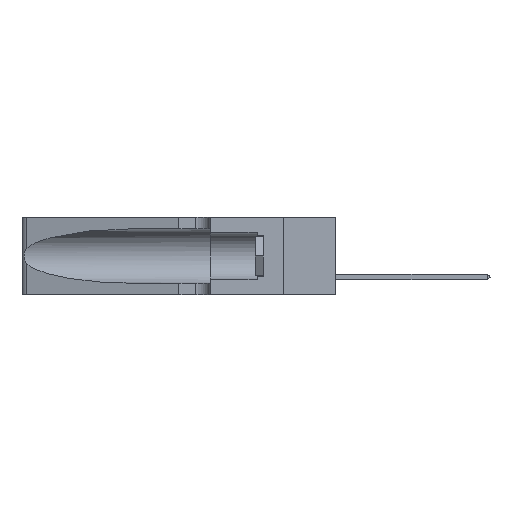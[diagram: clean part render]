
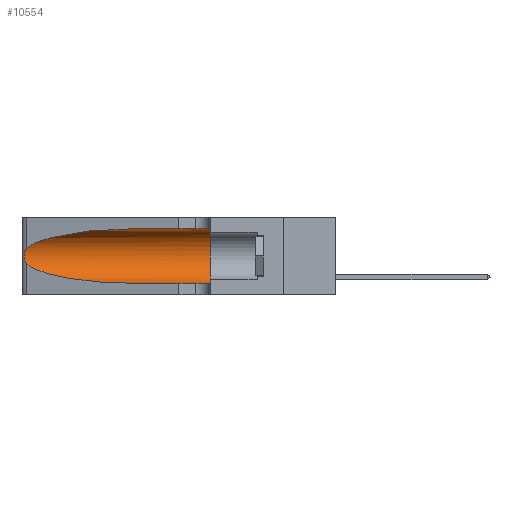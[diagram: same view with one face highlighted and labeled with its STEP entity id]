
A CAD part, left-side view. The second image highlights one B-rep face of the part: STEP entity #10554.
In plain terms, the highlighted cylindrical face has radius 3.308 mm (diameter 6.617 mm), a partial arc.
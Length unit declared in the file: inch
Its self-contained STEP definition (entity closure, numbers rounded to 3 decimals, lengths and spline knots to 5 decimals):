
#91 = CARTESIAN_POINT ( 'NONE',  ( 0.25789, 1.23486, 0.15765 ) ) ;
#1956 = AXIS2_PLACEMENT_3D ( 'NONE', #11033, #24060, #14575 ) ;
#2377 = EDGE_CURVE ( 'NONE', #14800, #35097, #30132, .T. ) ;
#4838 = EDGE_CURVE ( 'NONE', #5152, #5324, #39952, .T. ) ;
#4978 = CARTESIAN_POINT ( 'NONE',  ( 0.1305, 1.61858, 0.31525 ) ) ;
#5152 = VERTEX_POINT ( 'NONE', #15868 ) ;
#5324 = VERTEX_POINT ( 'NONE', #31597 ) ;
#6616 = CARTESIAN_POINT ( 'NONE',  ( 0.25487, 1.22718, 0.14631 ) ) ;
#6949 = ORIENTED_EDGE ( 'NONE', *, *, #18044, .T. ) ;
#6994 = CARTESIAN_POINT ( 'NONE',  ( 0.18966, 0.96281, 0.31525 ) ) ;
#7187 = CARTESIAN_POINT ( 'NONE',  ( 0.1305, 1.61858, 0.05475 ) ) ;
#8251 = CARTESIAN_POINT ( 'NONE',  ( 0.1305, 0.35, 0.05475 ) ) ;
#9337 = CARTESIAN_POINT ( 'NONE',  ( 0.2373, 1.15595, 0.08982 ) ) ;
#10123 = B_SPLINE_CURVE_WITH_KNOTS ( 'NONE', 3,
 ( #32095, #26011, #25737, #32382, #16235, #22176, #16088, #22469, #38794, #19479, #91, #19044, #18899, #6616 ),
 .UNSPECIFIED., .F., .F.,
 ( 4, 2, 2, 2, 2, 2, 4 ),
 ( 0., 0.00027, 0.00053, 0.00107, 0.0016, 0.00187, 0.00214 ),
 .UNSPECIFIED. ) ;
#10554 = ADVANCED_FACE ( 'NONE', ( #17630 ), #18649, .F. ) ;
#11033 = CARTESIAN_POINT ( 'NONE',  ( 0.1305, 1.61858, 0.185 ) ) ;
#11741 = VERTEX_POINT ( 'NONE', #24600 ) ;
#12740 = CARTESIAN_POINT ( 'NONE',  ( 0.1305, 0.72297, 0.05475 ) ) ;
#13358 = CARTESIAN_POINT ( 'NONE',  ( 0.1305, 0.72297, 0.05475 ) ) ;
#14431 = ORIENTED_EDGE ( 'NONE', *, *, #2377, .T. ) ;
#14575 = DIRECTION ( 'NONE',  ( 0., 0., -1. ) ) ;
#14800 = VERTEX_POINT ( 'NONE', #27282 ) ;
#15868 = CARTESIAN_POINT ( 'NONE',  ( 0.1305, 0.72297, 0.31525 ) ) ;
#16088 = CARTESIAN_POINT ( 'NONE',  ( 0.26075, 1.23896, 0.19203 ) ) ;
#16235 = CARTESIAN_POINT ( 'NONE',  ( 0.25854, 1.2359, 0.20912 ) ) ;
#17630 = FACE_OUTER_BOUND ( 'NONE', #26961, .T. ) ;
#18044 = EDGE_CURVE ( 'NONE', #35097, #26972, #41059, .T. ) ;
#18152 =( BOUNDED_CURVE ( )  B_SPLINE_CURVE ( 3, ( #26405, #6994, #29678, #32495 ),
 .UNSPECIFIED., .F., .T. ) 
 B_SPLINE_CURVE_WITH_KNOTS ( ( 4, 4 ),
 ( 1.5708, 2.84003 ),
 .UNSPECIFIED. ) 
 CURVE ( )  GEOMETRIC_REPRESENTATION_ITEM ( )  RATIONAL_B_SPLINE_CURVE ( ( 1., 0.87, 0.87, 1. ) ) 
 REPRESENTATION_ITEM ( '' )  );
#18229 = ORIENTED_EDGE ( 'NONE', *, *, #36556, .T. ) ;
#18649 = CYLINDRICAL_SURFACE ( 'NONE', #1956, 0.13025 ) ;
#18899 = CARTESIAN_POINT ( 'NONE',  ( 0.25555, 1.22993, 0.14849 ) ) ;
#19044 = CARTESIAN_POINT ( 'NONE',  ( 0.25639, 1.23186, 0.15144 ) ) ;
#19479 = CARTESIAN_POINT ( 'NONE',  ( 0.25856, 1.23593, 0.16098 ) ) ;
#21085 = ORIENTED_EDGE ( 'NONE', *, *, #27626, .T. ) ;
#21704 = CARTESIAN_POINT ( 'NONE',  ( 0.1305, 0.35, 0.185 ) ) ;
#22176 = CARTESIAN_POINT ( 'NONE',  ( 0.26018, 1.23835, 0.19895 ) ) ;
#22469 = CARTESIAN_POINT ( 'NONE',  ( 0.26075, 1.23896, 0.178 ) ) ;
#24060 = DIRECTION ( 'NONE',  ( 0., -1., 0. ) ) ;
#24448 = ORIENTED_EDGE ( 'NONE', *, *, #4838, .F. ) ;
#24600 = CARTESIAN_POINT ( 'NONE',  ( 0.25487, 1.22718, 0.22369 ) ) ;
#24655 = DIRECTION ( 'NONE',  ( 0., 1., 0. ) ) ;
#25737 = CARTESIAN_POINT ( 'NONE',  ( 0.25639, 1.23184, 0.21858 ) ) ;
#25799 = CARTESIAN_POINT ( 'NONE',  ( 0.18966, 0.96281, 0.05475 ) ) ;
#26011 = CARTESIAN_POINT ( 'NONE',  ( 0.25555, 1.22994, 0.2215 ) ) ;
#26328 = DIRECTION ( 'NONE',  ( 0., -1., 0. ) ) ;
#26405 = CARTESIAN_POINT ( 'NONE',  ( 0.1305, 0.72297, 0.31525 ) ) ;
#26961 = EDGE_LOOP ( 'NONE', ( #18229, #21085, #14431, #6949, #40329, #24448 ) ) ;
#26972 = VERTEX_POINT ( 'NONE', #8251 ) ;
#27029 = VECTOR ( 'NONE', #26328, 39.37008 ) ;
#27282 = CARTESIAN_POINT ( 'NONE',  ( 0.25487, 1.22718, 0.14631 ) ) ;
#27474 = CIRCLE ( 'NONE', #36642, 0.13025 ) ;
#27626 = EDGE_CURVE ( 'NONE', #11741, #14800, #10123, .T. ) ;
#28757 = CARTESIAN_POINT ( 'NONE',  ( 0.25487, 1.22718, 0.14631 ) ) ;
#29678 = CARTESIAN_POINT ( 'NONE',  ( 0.2373, 1.15595, 0.28018 ) ) ;
#30132 =( BOUNDED_CURVE ( )  B_SPLINE_CURVE ( 3, ( #28757, #9337, #25799, #12740 ),
 .UNSPECIFIED., .F., .F. ) 
 B_SPLINE_CURVE_WITH_KNOTS ( ( 4, 4 ),
 ( 3.44316, 4.71239 ),
 .UNSPECIFIED. ) 
 CURVE ( )  GEOMETRIC_REPRESENTATION_ITEM ( )  RATIONAL_B_SPLINE_CURVE ( ( 1., 0.87, 0.87, 1. ) ) 
 REPRESENTATION_ITEM ( '' )  );
#31597 = CARTESIAN_POINT ( 'NONE',  ( 0.1305, 0.35, 0.31525 ) ) ;
#32095 = CARTESIAN_POINT ( 'NONE',  ( 0.25487, 1.22718, 0.22369 ) ) ;
#32382 = CARTESIAN_POINT ( 'NONE',  ( 0.25787, 1.23484, 0.2124 ) ) ;
#32495 = CARTESIAN_POINT ( 'NONE',  ( 0.25487, 1.22718, 0.22369 ) ) ;
#34104 = DIRECTION ( 'NONE',  ( 0., -1., 0. ) ) ;
#35097 = VERTEX_POINT ( 'NONE', #13358 ) ;
#36556 = EDGE_CURVE ( 'NONE', #5152, #11741, #18152, .T. ) ;
#36642 = AXIS2_PLACEMENT_3D ( 'NONE', #21704, #24655, #40835 ) ;
#37434 = VECTOR ( 'NONE', #34104, 39.37008 ) ;
#38794 = CARTESIAN_POINT ( 'NONE',  ( 0.26017, 1.23833, 0.17102 ) ) ;
#39952 = LINE ( 'NONE', #4978, #37434 ) ;
#40329 = ORIENTED_EDGE ( 'NONE', *, *, #41272, .F. ) ;
#40835 = DIRECTION ( 'NONE',  ( 0., 0., 1. ) ) ;
#41059 = LINE ( 'NONE', #7187, #27029 ) ;
#41272 = EDGE_CURVE ( 'NONE', #5324, #26972, #27474, .T. ) ;
